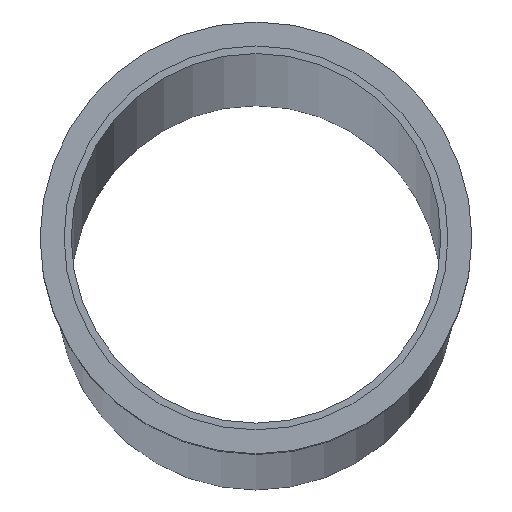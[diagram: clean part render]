
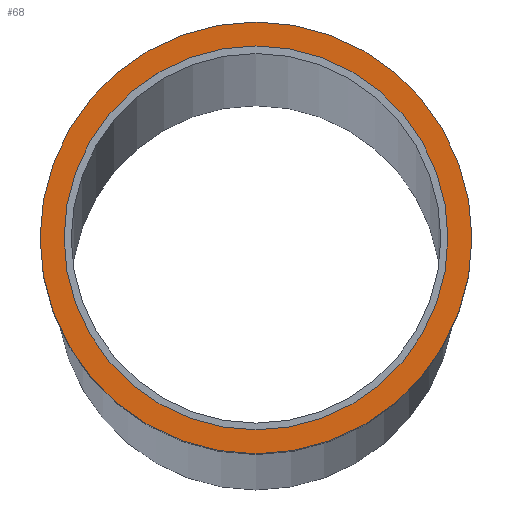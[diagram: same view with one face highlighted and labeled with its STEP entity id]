
A CAD part, top view. The second image highlights one B-rep face of the part: STEP entity #68.
In plain terms, the highlighted face is planar.
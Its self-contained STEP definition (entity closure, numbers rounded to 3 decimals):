
#7 = CARTESIAN_POINT ( 'NONE',  ( 22.5, 0., 0. ) ) ;
#12 = AXIS2_PLACEMENT_3D ( 'NONE', #295, #43, #186 ) ;
#15 = CARTESIAN_POINT ( 'NONE',  ( 22.5, 0., 21.65 ) ) ;
#25 = EDGE_CURVE ( 'NONE', #440, #193, #335, .T. ) ;
#43 = DIRECTION ( 'NONE',  ( -1., 0., 0. ) ) ;
#52 = EDGE_CURVE ( 'NONE', #193, #440, #139, .T. ) ;
#68 = ADVANCED_FACE ( 'NONE', ( #420, #384 ), #284, .F. ) ;
#90 = EDGE_LOOP ( 'NONE', ( #123, #435 ) ) ;
#103 = DIRECTION ( 'NONE',  ( 0., 0., 1. ) ) ;
#106 = DIRECTION ( 'NONE',  ( -1., 0., 0. ) ) ;
#114 = AXIS2_PLACEMENT_3D ( 'NONE', #7, #241, #142 ) ;
#121 = EDGE_CURVE ( 'NONE', #232, #258, #394, .T. ) ;
#123 = ORIENTED_EDGE ( 'NONE', *, *, #52, .F. ) ;
#139 = CIRCLE ( 'NONE', #114, 21.65 ) ;
#142 = DIRECTION ( 'NONE',  ( 0., 0., 1. ) ) ;
#152 = CIRCLE ( 'NONE', #155, 19.25 ) ;
#155 = AXIS2_PLACEMENT_3D ( 'NONE', #237, #106, #211 ) ;
#165 = ORIENTED_EDGE ( 'NONE', *, *, #430, .T. ) ;
#166 = AXIS2_PLACEMENT_3D ( 'NONE', #348, #422, #103 ) ;
#186 = DIRECTION ( 'NONE',  ( 0., 0., 1. ) ) ;
#193 = VERTEX_POINT ( 'NONE', #15 ) ;
#199 = EDGE_LOOP ( 'NONE', ( #165, #271 ) ) ;
#211 = DIRECTION ( 'NONE',  ( 0., 0., 1. ) ) ;
#215 = CARTESIAN_POINT ( 'NONE',  ( 22.5, 0., -19.25 ) ) ;
#232 = VERTEX_POINT ( 'NONE', #215 ) ;
#237 = CARTESIAN_POINT ( 'NONE',  ( 22.5, 0., 0. ) ) ;
#240 = CARTESIAN_POINT ( 'NONE',  ( 22.5, 0., -21.65 ) ) ;
#241 = DIRECTION ( 'NONE',  ( -1., 0., 0. ) ) ;
#258 = VERTEX_POINT ( 'NONE', #289 ) ;
#271 = ORIENTED_EDGE ( 'NONE', *, *, #121, .T. ) ;
#284 = PLANE ( 'NONE',  #320 ) ;
#289 = CARTESIAN_POINT ( 'NONE',  ( 22.5, 0., 19.25 ) ) ;
#295 = CARTESIAN_POINT ( 'NONE',  ( 22.5, 0., 0. ) ) ;
#320 = AXIS2_PLACEMENT_3D ( 'NONE', #426, #321, #389 ) ;
#321 = DIRECTION ( 'NONE',  ( -1., 0., 0. ) ) ;
#335 = CIRCLE ( 'NONE', #166, 21.65 ) ;
#348 = CARTESIAN_POINT ( 'NONE',  ( 22.5, 0., 0. ) ) ;
#384 = FACE_BOUND ( 'NONE', #199, .T. ) ;
#389 = DIRECTION ( 'NONE',  ( 0., 0., 1. ) ) ;
#394 = CIRCLE ( 'NONE', #12, 19.25 ) ;
#420 = FACE_OUTER_BOUND ( 'NONE', #90, .T. ) ;
#422 = DIRECTION ( 'NONE',  ( -1., 0., 0. ) ) ;
#426 = CARTESIAN_POINT ( 'NONE',  ( 22.5, 21.65, 0. ) ) ;
#430 = EDGE_CURVE ( 'NONE', #258, #232, #152, .T. ) ;
#435 = ORIENTED_EDGE ( 'NONE', *, *, #25, .F. ) ;
#440 = VERTEX_POINT ( 'NONE', #240 ) ;
